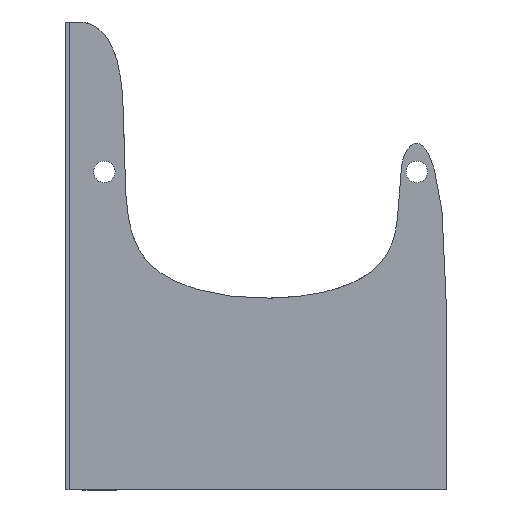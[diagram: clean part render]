
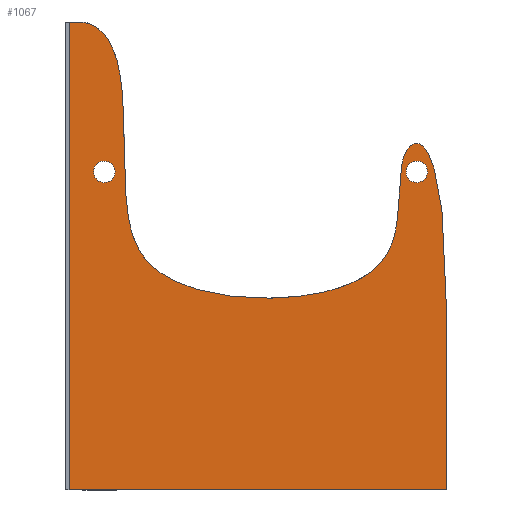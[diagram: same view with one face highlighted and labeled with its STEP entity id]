
A CAD part, left-side view. The second image highlights one B-rep face of the part: STEP entity #1067.
In plain terms, the highlighted planar face has unit normal (-1, 0, 0).
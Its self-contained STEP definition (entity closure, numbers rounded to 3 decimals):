
#44 = PLANE('',#45);
#45 = AXIS2_PLACEMENT_3D('',#46,#47,#48);
#46 = CARTESIAN_POINT('',(-6.,0.,0.));
#47 = DIRECTION('',(0.,-1.,0.));
#48 = DIRECTION('',(0.,0.,1.));
#142 = VERTEX_POINT('',#143);
#143 = CARTESIAN_POINT('',(-6.,0.,0.));
#157 = PLANE('',#158);
#158 = AXIS2_PLACEMENT_3D('',#159,#160,#161);
#159 = CARTESIAN_POINT('',(-6.,0.,0.));
#160 = DIRECTION('',(0.,0.,1.));
#161 = DIRECTION('',(0.,1.,0.));
#199 = VERTEX_POINT('',#200);
#200 = CARTESIAN_POINT('',(-6.,0.,50.022));
#214 = SURFACE_OF_LINEAR_EXTRUSION('',#215,#225);
#215 = B_SPLINE_CURVE_WITH_KNOTS('',3,(#216,#217,#218,#219,#220,#221,
    #222,#223,#224),.UNSPECIFIED.,.F.,.F.,(4,1,1,1,1,1,4),(0.,
    0.167,0.333,0.5,0.667,0.833,1.),
  .QUASI_UNIFORM_KNOTS.);
#216 = CARTESIAN_POINT('',(-6.,0.,50.022));
#217 = CARTESIAN_POINT('',(-6.,0.,99.982));
#218 = CARTESIAN_POINT('',(-6.,17.501,99.999));
#219 = CARTESIAN_POINT('',(-6.,8.53,59.989));
#220 = CARTESIAN_POINT('',(-6.,49.962,50.13));
#221 = CARTESIAN_POINT('',(-6.,90.904,59.554));
#222 = CARTESIAN_POINT('',(-6.,88.519,96.631));
#223 = CARTESIAN_POINT('',(-6.,91.191,132.221));
#224 = CARTESIAN_POINT('',(-6.,105.,130.));
#225 = VECTOR('',#226,1.);
#226 = DIRECTION('',(-1.,0.,0.));
#234 = EDGE_CURVE('',#142,#199,#235,.T.);
#235 = SURFACE_CURVE('',#236,(#240,#247),.PCURVE_S1.);
#236 = LINE('',#237,#238);
#237 = CARTESIAN_POINT('',(-6.,0.,0.));
#238 = VECTOR('',#239,1.);
#239 = DIRECTION('',(0.,0.,1.));
#240 = PCURVE('',#44,#241);
#241 = DEFINITIONAL_REPRESENTATION('',(#242),#246);
#242 = LINE('',#243,#244);
#243 = CARTESIAN_POINT('',(0.,0.));
#244 = VECTOR('',#245,1.);
#245 = DIRECTION('',(1.,0.));
#246 = ( GEOMETRIC_REPRESENTATION_CONTEXT(2) 
PARAMETRIC_REPRESENTATION_CONTEXT() REPRESENTATION_CONTEXT('2D SPACE',''
  ) );
#247 = PCURVE('',#248,#253);
#248 = PLANE('',#249);
#249 = AXIS2_PLACEMENT_3D('',#250,#251,#252);
#250 = CARTESIAN_POINT('',(-6.,58.698,53.618));
#251 = DIRECTION('',(1.,0.,0.));
#252 = DIRECTION('',(0.,0.,1.));
#253 = DEFINITIONAL_REPRESENTATION('',(#254),#258);
#254 = LINE('',#255,#256);
#255 = CARTESIAN_POINT('',(-53.618,58.698));
#256 = VECTOR('',#257,1.);
#257 = DIRECTION('',(1.,0.));
#258 = ( GEOMETRIC_REPRESENTATION_CONTEXT(2) 
PARAMETRIC_REPRESENTATION_CONTEXT() REPRESENTATION_CONTEXT('2D SPACE',''
  ) );
#699 = EDGE_CURVE('',#142,#700,#702,.T.);
#700 = VERTEX_POINT('',#701);
#701 = CARTESIAN_POINT('',(-6.,105.,0.));
#702 = SURFACE_CURVE('',#703,(#707,#714),.PCURVE_S1.);
#703 = LINE('',#704,#705);
#704 = CARTESIAN_POINT('',(-6.,0.,0.));
#705 = VECTOR('',#706,1.);
#706 = DIRECTION('',(0.,1.,0.));
#707 = PCURVE('',#157,#708);
#708 = DEFINITIONAL_REPRESENTATION('',(#709),#713);
#709 = LINE('',#710,#711);
#710 = CARTESIAN_POINT('',(0.,0.));
#711 = VECTOR('',#712,1.);
#712 = DIRECTION('',(1.,0.));
#713 = ( GEOMETRIC_REPRESENTATION_CONTEXT(2) 
PARAMETRIC_REPRESENTATION_CONTEXT() REPRESENTATION_CONTEXT('2D SPACE',''
  ) );
#714 = PCURVE('',#248,#715);
#715 = DEFINITIONAL_REPRESENTATION('',(#716),#720);
#716 = LINE('',#717,#718);
#717 = CARTESIAN_POINT('',(-53.618,58.698));
#718 = VECTOR('',#719,1.);
#719 = DIRECTION('',(0.,-1.));
#720 = ( GEOMETRIC_REPRESENTATION_CONTEXT(2) 
PARAMETRIC_REPRESENTATION_CONTEXT() REPRESENTATION_CONTEXT('2D SPACE',''
  ) );
#789 = PLANE('',#790);
#790 = AXIS2_PLACEMENT_3D('',#791,#792,#793);
#791 = CARTESIAN_POINT('',(-6.,105.,0.));
#792 = DIRECTION('',(0.,-1.,0.));
#793 = DIRECTION('',(0.,0.,1.));
#804 = EDGE_CURVE('',#199,#805,#807,.T.);
#805 = VERTEX_POINT('',#806);
#806 = CARTESIAN_POINT('',(-6.,105.,130.));
#807 = SURFACE_CURVE('',#808,(#818,#825),.PCURVE_S1.);
#808 = B_SPLINE_CURVE_WITH_KNOTS('',3,(#809,#810,#811,#812,#813,#814,
    #815,#816,#817),.UNSPECIFIED.,.F.,.F.,(4,1,1,1,1,1,4),(0.,
    0.167,0.333,0.5,0.667,0.833,1.),
  .QUASI_UNIFORM_KNOTS.);
#809 = CARTESIAN_POINT('',(-6.,0.,50.022));
#810 = CARTESIAN_POINT('',(-6.,0.,99.982));
#811 = CARTESIAN_POINT('',(-6.,17.501,99.999));
#812 = CARTESIAN_POINT('',(-6.,8.53,59.989));
#813 = CARTESIAN_POINT('',(-6.,49.962,50.13));
#814 = CARTESIAN_POINT('',(-6.,90.904,59.554));
#815 = CARTESIAN_POINT('',(-6.,88.519,96.631));
#816 = CARTESIAN_POINT('',(-6.,91.191,132.221));
#817 = CARTESIAN_POINT('',(-6.,105.,130.));
#818 = PCURVE('',#214,#819);
#819 = DEFINITIONAL_REPRESENTATION('',(#820),#824);
#820 = LINE('',#821,#822);
#821 = CARTESIAN_POINT('',(0.,0.));
#822 = VECTOR('',#823,1.);
#823 = DIRECTION('',(1.,0.));
#824 = ( GEOMETRIC_REPRESENTATION_CONTEXT(2) 
PARAMETRIC_REPRESENTATION_CONTEXT() REPRESENTATION_CONTEXT('2D SPACE',''
  ) );
#825 = PCURVE('',#248,#826);
#826 = DEFINITIONAL_REPRESENTATION('',(#827),#837);
#827 = B_SPLINE_CURVE_WITH_KNOTS('',3,(#828,#829,#830,#831,#832,#833,
    #834,#835,#836),.UNSPECIFIED.,.F.,.F.,(4,1,1,1,1,1,4),(0.,
    0.167,0.333,0.5,0.667,0.833,1.),
  .QUASI_UNIFORM_KNOTS.);
#828 = CARTESIAN_POINT('',(-3.596,58.698));
#829 = CARTESIAN_POINT('',(46.364,58.698));
#830 = CARTESIAN_POINT('',(46.381,41.196));
#831 = CARTESIAN_POINT('',(6.371,50.167));
#832 = CARTESIAN_POINT('',(-3.488,8.736));
#833 = CARTESIAN_POINT('',(5.936,-32.206));
#834 = CARTESIAN_POINT('',(43.013,-29.822));
#835 = CARTESIAN_POINT('',(78.603,-32.493));
#836 = CARTESIAN_POINT('',(76.382,-46.302));
#837 = ( GEOMETRIC_REPRESENTATION_CONTEXT(2) 
PARAMETRIC_REPRESENTATION_CONTEXT() REPRESENTATION_CONTEXT('2D SPACE',''
  ) );
#1067 = ADVANCED_FACE('',(#1068,#1094,#1125),#248,.F.);
#1068 = FACE_BOUND('',#1069,.F.);
#1069 = EDGE_LOOP('',(#1070,#1071,#1072,#1093));
#1070 = ORIENTED_EDGE('',*,*,#234,.F.);
#1071 = ORIENTED_EDGE('',*,*,#699,.T.);
#1072 = ORIENTED_EDGE('',*,*,#1073,.T.);
#1073 = EDGE_CURVE('',#700,#805,#1074,.T.);
#1074 = SURFACE_CURVE('',#1075,(#1079,#1086),.PCURVE_S1.);
#1075 = LINE('',#1076,#1077);
#1076 = CARTESIAN_POINT('',(-6.,105.,0.));
#1077 = VECTOR('',#1078,1.);
#1078 = DIRECTION('',(0.,0.,1.));
#1079 = PCURVE('',#248,#1080);
#1080 = DEFINITIONAL_REPRESENTATION('',(#1081),#1085);
#1081 = LINE('',#1082,#1083);
#1082 = CARTESIAN_POINT('',(-53.618,-46.302));
#1083 = VECTOR('',#1084,1.);
#1084 = DIRECTION('',(1.,0.));
#1085 = ( GEOMETRIC_REPRESENTATION_CONTEXT(2) 
PARAMETRIC_REPRESENTATION_CONTEXT() REPRESENTATION_CONTEXT('2D SPACE',''
  ) );
#1086 = PCURVE('',#789,#1087);
#1087 = DEFINITIONAL_REPRESENTATION('',(#1088),#1092);
#1088 = LINE('',#1089,#1090);
#1089 = CARTESIAN_POINT('',(0.,0.));
#1090 = VECTOR('',#1091,1.);
#1091 = DIRECTION('',(1.,0.));
#1092 = ( GEOMETRIC_REPRESENTATION_CONTEXT(2) 
PARAMETRIC_REPRESENTATION_CONTEXT() REPRESENTATION_CONTEXT('2D SPACE',''
  ) );
#1093 = ORIENTED_EDGE('',*,*,#804,.F.);
#1094 = FACE_BOUND('',#1095,.F.);
#1095 = EDGE_LOOP('',(#1096));
#1096 = ORIENTED_EDGE('',*,*,#1097,.F.);
#1097 = EDGE_CURVE('',#1098,#1098,#1100,.T.);
#1098 = VERTEX_POINT('',#1099);
#1099 = CARTESIAN_POINT('',(-6.,98.184,88.5));
#1100 = SURFACE_CURVE('',#1101,(#1106,#1113),.PCURVE_S1.);
#1101 = CIRCLE('',#1102,3.);
#1102 = AXIS2_PLACEMENT_3D('',#1103,#1104,#1105);
#1103 = CARTESIAN_POINT('',(-6.,95.184,88.5));
#1104 = DIRECTION('',(1.,0.,0.));
#1105 = DIRECTION('',(0.,1.,0.));
#1106 = PCURVE('',#248,#1107);
#1107 = DEFINITIONAL_REPRESENTATION('',(#1108),#1112);
#1108 = CIRCLE('',#1109,3.);
#1109 = AXIS2_PLACEMENT_2D('',#1110,#1111);
#1110 = CARTESIAN_POINT('',(34.882,-36.486));
#1111 = DIRECTION('',(0.,-1.));
#1112 = ( GEOMETRIC_REPRESENTATION_CONTEXT(2) 
PARAMETRIC_REPRESENTATION_CONTEXT() REPRESENTATION_CONTEXT('2D SPACE',''
  ) );
#1113 = PCURVE('',#1114,#1119);
#1114 = CYLINDRICAL_SURFACE('',#1115,3.);
#1115 = AXIS2_PLACEMENT_3D('',#1116,#1117,#1118);
#1116 = CARTESIAN_POINT('',(0.,95.184,88.5));
#1117 = DIRECTION('',(1.,0.,0.));
#1118 = DIRECTION('',(0.,1.,0.));
#1119 = DEFINITIONAL_REPRESENTATION('',(#1120),#1124);
#1120 = LINE('',#1121,#1122);
#1121 = CARTESIAN_POINT('',(0.,-6.));
#1122 = VECTOR('',#1123,1.);
#1123 = DIRECTION('',(1.,0.));
#1124 = ( GEOMETRIC_REPRESENTATION_CONTEXT(2) 
PARAMETRIC_REPRESENTATION_CONTEXT() REPRESENTATION_CONTEXT('2D SPACE',''
  ) );
#1125 = FACE_BOUND('',#1126,.F.);
#1126 = EDGE_LOOP('',(#1127));
#1127 = ORIENTED_EDGE('',*,*,#1128,.F.);
#1128 = EDGE_CURVE('',#1129,#1129,#1131,.T.);
#1129 = VERTEX_POINT('',#1130);
#1130 = CARTESIAN_POINT('',(-6.,11.272,88.5));
#1131 = SURFACE_CURVE('',#1132,(#1137,#1144),.PCURVE_S1.);
#1132 = CIRCLE('',#1133,3.);
#1133 = AXIS2_PLACEMENT_3D('',#1134,#1135,#1136);
#1134 = CARTESIAN_POINT('',(-6.,8.272,88.5));
#1135 = DIRECTION('',(1.,0.,0.));
#1136 = DIRECTION('',(0.,1.,0.));
#1137 = PCURVE('',#248,#1138);
#1138 = DEFINITIONAL_REPRESENTATION('',(#1139),#1143);
#1139 = CIRCLE('',#1140,3.);
#1140 = AXIS2_PLACEMENT_2D('',#1141,#1142);
#1141 = CARTESIAN_POINT('',(34.882,50.426));
#1142 = DIRECTION('',(0.,-1.));
#1143 = ( GEOMETRIC_REPRESENTATION_CONTEXT(2) 
PARAMETRIC_REPRESENTATION_CONTEXT() REPRESENTATION_CONTEXT('2D SPACE',''
  ) );
#1144 = PCURVE('',#1145,#1150);
#1145 = CYLINDRICAL_SURFACE('',#1146,3.);
#1146 = AXIS2_PLACEMENT_3D('',#1147,#1148,#1149);
#1147 = CARTESIAN_POINT('',(0.,8.272,88.5));
#1148 = DIRECTION('',(1.,0.,0.));
#1149 = DIRECTION('',(0.,1.,0.));
#1150 = DEFINITIONAL_REPRESENTATION('',(#1151),#1155);
#1151 = LINE('',#1152,#1153);
#1152 = CARTESIAN_POINT('',(0.,-6.));
#1153 = VECTOR('',#1154,1.);
#1154 = DIRECTION('',(1.,0.));
#1155 = ( GEOMETRIC_REPRESENTATION_CONTEXT(2) 
PARAMETRIC_REPRESENTATION_CONTEXT() REPRESENTATION_CONTEXT('2D SPACE',''
  ) );
